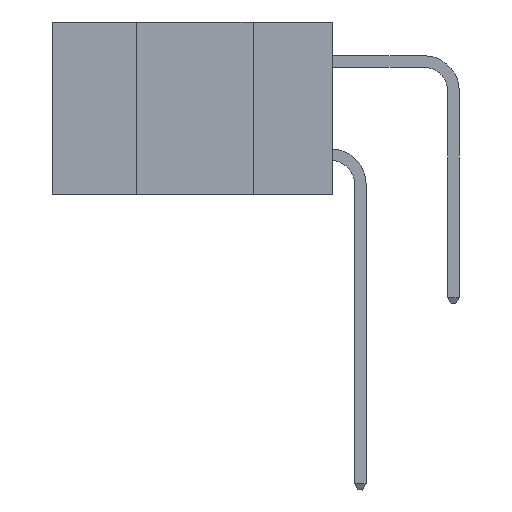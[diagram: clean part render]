
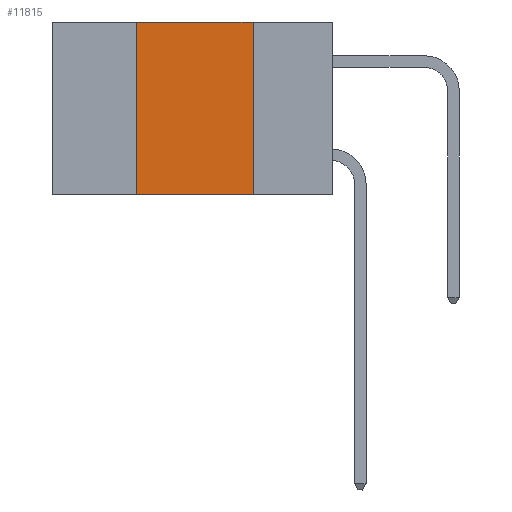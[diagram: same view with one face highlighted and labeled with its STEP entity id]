
A CAD part, left-side view. The second image highlights one B-rep face of the part: STEP entity #11815.
In plain terms, the highlighted planar face has unit normal (-1, 0, 0).
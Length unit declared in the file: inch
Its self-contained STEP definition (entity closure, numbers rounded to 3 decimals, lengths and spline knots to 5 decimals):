
#421 = LINE ( 'NONE', #1854, #8885 ) ;
#1205 = LINE ( 'NONE', #14971, #9726 ) ;
#1854 = CARTESIAN_POINT ( 'NONE',  ( 0., 0.6, -0.37 ) ) ;
#2230 = EDGE_CURVE ( 'NONE', #5943, #3453, #1205, .T. ) ;
#2331 = VERTEX_POINT ( 'NONE', #7120 ) ;
#3437 = EDGE_CURVE ( 'NONE', #2331, #5943, #7063, .T. ) ;
#3453 = VERTEX_POINT ( 'NONE', #15439 ) ;
#4052 = VECTOR ( 'NONE', #4360, 39.37008 ) ;
#4151 = PLANE ( 'NONE',  #9600 ) ;
#4360 = DIRECTION ( 'NONE',  ( 0., -1., 0. ) ) ;
#4859 = ORIENTED_EDGE ( 'NONE', *, *, #3437, .F. ) ;
#5385 = DIRECTION ( 'NONE',  ( 1., 0., 0. ) ) ;
#5943 = VERTEX_POINT ( 'NONE', #12779 ) ;
#6631 = EDGE_CURVE ( 'NONE', #9920, #2331, #16020, .T. ) ;
#7063 = LINE ( 'NONE', #15170, #4052 ) ;
#7120 = CARTESIAN_POINT ( 'NONE',  ( 0., 0.42, 0. ) ) ;
#7486 = VECTOR ( 'NONE', #7821, 39.37008 ) ;
#7821 = DIRECTION ( 'NONE',  ( 0., 0., 1. ) ) ;
#8784 = ORIENTED_EDGE ( 'NONE', *, *, #16072, .T. ) ;
#8885 = VECTOR ( 'NONE', #11386, 39.37008 ) ;
#9218 = FACE_OUTER_BOUND ( 'NONE', #11811, .T. ) ;
#9560 = DIRECTION ( 'NONE',  ( 0., 0., -1. ) ) ;
#9600 = AXIS2_PLACEMENT_3D ( 'NONE', #17652, #5385, #9560 ) ;
#9685 = ORIENTED_EDGE ( 'NONE', *, *, #2230, .F. ) ;
#9726 = VECTOR ( 'NONE', #12106, 39.37008 ) ;
#9920 = VERTEX_POINT ( 'NONE', #13505 ) ;
#11386 = DIRECTION ( 'NONE',  ( 0., -1., 0. ) ) ;
#11811 = EDGE_LOOP ( 'NONE', ( #9685, #4859, #13880, #8784 ) ) ;
#11815 = ADVANCED_FACE ( 'NONE', ( #9218 ), #4151, .F. ) ;
#12106 = DIRECTION ( 'NONE',  ( 0., 0., -1. ) ) ;
#12779 = CARTESIAN_POINT ( 'NONE',  ( 0., 0.17, 0. ) ) ;
#13505 = CARTESIAN_POINT ( 'NONE',  ( 0., 0.42, -0.37 ) ) ;
#13880 = ORIENTED_EDGE ( 'NONE', *, *, #6631, .F. ) ;
#14971 = CARTESIAN_POINT ( 'NONE',  ( 0., 0.17, -0.37 ) ) ;
#15170 = CARTESIAN_POINT ( 'NONE',  ( 0., 0.6, 0. ) ) ;
#15439 = CARTESIAN_POINT ( 'NONE',  ( 0., 0.17, -0.37 ) ) ;
#16020 = LINE ( 'NONE', #17443, #7486 ) ;
#16072 = EDGE_CURVE ( 'NONE', #9920, #3453, #421, .T. ) ;
#17443 = CARTESIAN_POINT ( 'NONE',  ( 0., 0.42, -0.37 ) ) ;
#17652 = CARTESIAN_POINT ( 'NONE',  ( 0., 0.6, 0. ) ) ;
